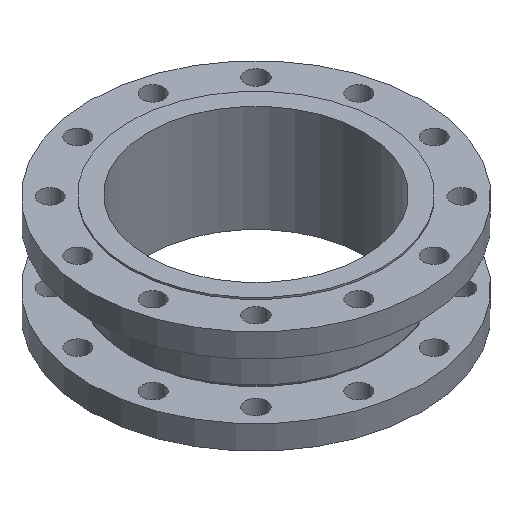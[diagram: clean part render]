
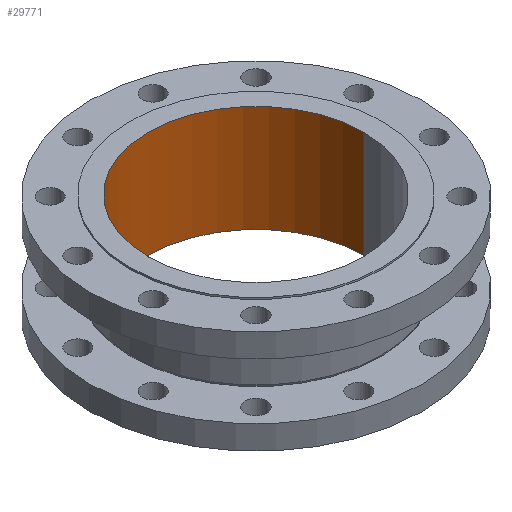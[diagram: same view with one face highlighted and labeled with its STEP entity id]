
A CAD part, isometric view. The second image highlights one B-rep face of the part: STEP entity #29771.
In plain terms, the highlighted cylindrical face has radius 131.5 mm (diameter 263 mm), a partial arc.
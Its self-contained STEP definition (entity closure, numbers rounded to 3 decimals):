
#822 = ORIENTED_EDGE ( 'NONE', *, *, #852, .T. ) ;
#852 = EDGE_CURVE ( 'NONE', #21465, #19587, #14190, .T. ) ;
#1158 = AXIS2_PLACEMENT_3D ( 'NONE', #24458, #4050, #6304 ) ;
#2900 = CARTESIAN_POINT ( 'NONE',  ( 131.5, 0., 0. ) ) ;
#3535 = DIRECTION ( 'NONE',  ( 0., 0., 1. ) ) ;
#4050 = DIRECTION ( 'NONE',  ( 0., 0., 1. ) ) ;
#5026 = LINE ( 'NONE', #2900, #19052 ) ;
#6146 = CARTESIAN_POINT ( 'NONE',  ( -131.5, 0., 0. ) ) ;
#6304 = DIRECTION ( 'NONE',  ( 1., 0., 0. ) ) ;
#8444 = VECTOR ( 'NONE', #10688, 1000. ) ;
#9710 = CARTESIAN_POINT ( 'NONE',  ( 0., 0., 0. ) ) ;
#9711 = DIRECTION ( 'NONE',  ( 0., 0., 1. ) ) ;
#9858 = FACE_OUTER_BOUND ( 'NONE', #26927, .T. ) ;
#10001 = CYLINDRICAL_SURFACE ( 'NONE', #25858, 131.5 ) ;
#10688 = DIRECTION ( 'NONE',  ( 0., 0., 1. ) ) ;
#11143 = CARTESIAN_POINT ( 'NONE',  ( -131.5, 0., -130. ) ) ;
#11679 = CIRCLE ( 'NONE', #12142, 131.5 ) ;
#12142 = AXIS2_PLACEMENT_3D ( 'NONE', #23926, #3535, #21815 ) ;
#12929 = VERTEX_POINT ( 'NONE', #22392 ) ;
#14190 = CIRCLE ( 'NONE', #1158, 131.5 ) ;
#14995 = ORIENTED_EDGE ( 'NONE', *, *, #15731, .F. ) ;
#15731 = EDGE_CURVE ( 'NONE', #12929, #27858, #11679, .T. ) ;
#16960 = DIRECTION ( 'NONE',  ( 1., 0., 0. ) ) ;
#18540 = ORIENTED_EDGE ( 'NONE', *, *, #23354, .T. ) ;
#19052 = VECTOR ( 'NONE', #9711, 1000. ) ;
#19587 = VERTEX_POINT ( 'NONE', #24295 ) ;
#21465 = VERTEX_POINT ( 'NONE', #21782 ) ;
#21782 = CARTESIAN_POINT ( 'NONE',  ( 131.5, 0., 0. ) ) ;
#21815 = DIRECTION ( 'NONE',  ( 1., 0., 0. ) ) ;
#22392 = CARTESIAN_POINT ( 'NONE',  ( 131.5, 0., -130. ) ) ;
#22623 = LINE ( 'NONE', #6146, #8444 ) ;
#23354 = EDGE_CURVE ( 'NONE', #12929, #21465, #5026, .T. ) ;
#23601 = ORIENTED_EDGE ( 'NONE', *, *, #27056, .F. ) ;
#23926 = CARTESIAN_POINT ( 'NONE',  ( 0., 0., -130. ) ) ;
#24295 = CARTESIAN_POINT ( 'NONE',  ( -131.5, 0., 0. ) ) ;
#24458 = CARTESIAN_POINT ( 'NONE',  ( 0., 0., 0. ) ) ;
#25858 = AXIS2_PLACEMENT_3D ( 'NONE', #9710, #27999, #16960 ) ;
#26927 = EDGE_LOOP ( 'NONE', ( #23601, #14995, #18540, #822 ) ) ;
#27056 = EDGE_CURVE ( 'NONE', #27858, #19587, #22623, .T. ) ;
#27858 = VERTEX_POINT ( 'NONE', #11143 ) ;
#27999 = DIRECTION ( 'NONE',  ( 0., 0., 1. ) ) ;
#29771 = ADVANCED_FACE ( 'NONE', ( #9858 ), #10001, .F. ) ;
